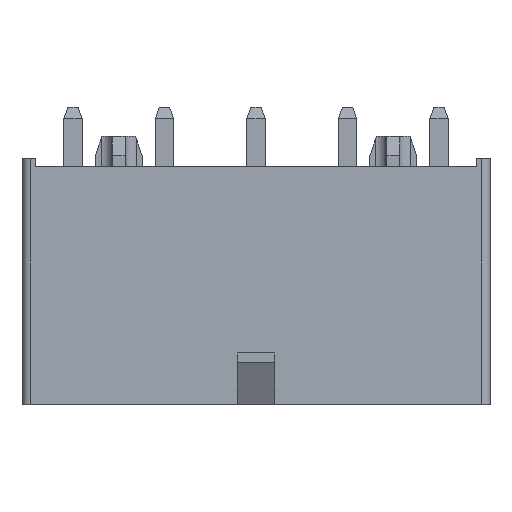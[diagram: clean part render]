
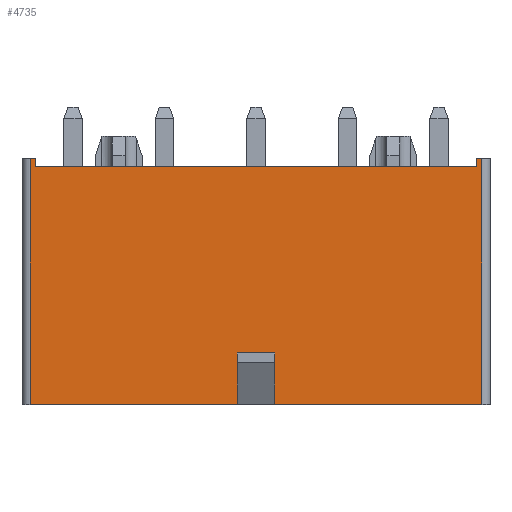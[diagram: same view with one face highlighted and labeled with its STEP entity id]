
A CAD part, top view. The second image highlights one B-rep face of the part: STEP entity #4735.
In plain terms, the highlighted planar face has unit normal (0, 0, 1).
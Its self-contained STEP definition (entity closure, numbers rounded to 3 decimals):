
#254=PLANE('',#5084);
#413=LINE('',#6740,#1000);
#738=LINE('',#7429,#1325);
#741=LINE('',#7437,#1328);
#743=LINE('',#7443,#1330);
#746=LINE('',#7449,#1333);
#747=LINE('',#7451,#1334);
#749=LINE('',#7460,#1336);
#752=LINE('',#7465,#1339);
#753=LINE('',#7466,#1340);
#763=LINE('',#7489,#1350);
#802=LINE('',#7566,#1389);
#803=LINE('',#7568,#1390);
#1000=VECTOR('',#5445,1000.);
#1325=VECTOR('',#6032,1000.);
#1328=VECTOR('',#6039,1000.);
#1330=VECTOR('',#6045,1000.);
#1333=VECTOR('',#6050,1000.);
#1334=VECTOR('',#6053,1000.);
#1336=VECTOR('',#6061,1000.);
#1339=VECTOR('',#6066,1000.);
#1340=VECTOR('',#6067,1000.);
#1350=VECTOR('',#6087,1000.);
#1389=VECTOR('',#6200,1000.);
#1390=VECTOR('',#6203,1000.);
#2540=ORIENTED_EDGE('',*,*,#2940,.F.);
#2541=ORIENTED_EDGE('',*,*,#3351,.T.);
#2542=ORIENTED_EDGE('',*,*,#3311,.T.);
#2543=ORIENTED_EDGE('',*,*,#3295,.T.);
#2544=ORIENTED_EDGE('',*,*,#3299,.F.);
#2545=ORIENTED_EDGE('',*,*,#3291,.F.);
#2546=ORIENTED_EDGE('',*,*,#3290,.F.);
#2547=ORIENTED_EDGE('',*,*,#3287,.T.);
#2548=ORIENTED_EDGE('',*,*,#3298,.F.);
#2549=ORIENTED_EDGE('',*,*,#3284,.T.);
#2550=ORIENTED_EDGE('',*,*,#3280,.T.);
#2551=ORIENTED_EDGE('',*,*,#3350,.F.);
#2940=EDGE_CURVE('',#3554,#3555,#413,.T.);
#3280=EDGE_CURVE('',#3788,#3786,#738,.T.);
#3284=EDGE_CURVE('',#3791,#3788,#741,.F.);
#3287=EDGE_CURVE('',#3793,#3729,#743,.T.);
#3290=EDGE_CURVE('',#3793,#3794,#746,.T.);
#3291=EDGE_CURVE('',#3794,#3728,#747,.T.);
#3295=EDGE_CURVE('',#3796,#3798,#749,.T.);
#3298=EDGE_CURVE('',#3791,#3729,#752,.T.);
#3299=EDGE_CURVE('',#3728,#3798,#753,.T.);
#3311=EDGE_CURVE('',#3808,#3796,#763,.T.);
#3350=EDGE_CURVE('',#3555,#3786,#802,.T.);
#3351=EDGE_CURVE('',#3554,#3808,#803,.T.);
#3554=VERTEX_POINT('',#6739);
#3555=VERTEX_POINT('',#6741);
#3728=VERTEX_POINT('',#7226);
#3729=VERTEX_POINT('',#7228);
#3786=VERTEX_POINT('',#7427);
#3788=VERTEX_POINT('',#7430);
#3791=VERTEX_POINT('',#7438);
#3793=VERTEX_POINT('',#7444);
#3794=VERTEX_POINT('',#7448);
#3796=VERTEX_POINT('',#7455);
#3798=VERTEX_POINT('',#7459);
#3808=VERTEX_POINT('',#7490);
#4152=EDGE_LOOP('',(#2540,#2541,#2542,#2543,#2544,#2545,#2546,#2547,#2548,
#2549,#2550,#2551));
#4441=FACE_BOUND('',#4152,.T.);
#4735=ADVANCED_FACE('',(#4441),#254,.F.);
#5084=AXIS2_PLACEMENT_3D('',#7567,#6201,#6202);
#5445=DIRECTION('',(1.,0.,0.));
#6032=DIRECTION('',(-1.,0.,0.));
#6039=DIRECTION('',(0.,-1.,0.));
#6045=DIRECTION('',(0.,-1.,0.));
#6050=DIRECTION('',(-1.,0.,0.));
#6053=DIRECTION('',(0.,-1.,0.));
#6061=DIRECTION('',(0.,-1.,0.));
#6066=DIRECTION('',(-1.,0.,0.));
#6067=DIRECTION('',(-1.,0.,0.));
#6087=DIRECTION('',(-1.,0.,0.));
#6200=DIRECTION('',(0.,1.,0.));
#6201=DIRECTION('',(0.,0.,-1.));
#6202=DIRECTION('',(-1.,0.,0.));
#6203=DIRECTION('',(0.,1.,0.));
#6739=CARTESIAN_POINT('',(-13.725,7.15,3.4));
#6740=CARTESIAN_POINT('',(-13.725,7.15,3.4));
#6741=CARTESIAN_POINT('',(13.725,7.15,3.4));
#7226=CARTESIAN_POINT('',(-1.175,-7.65,3.4));
#7228=CARTESIAN_POINT('',(1.175,-7.65,3.4));
#7427=CARTESIAN_POINT('',(13.725,7.65,3.4));
#7429=CARTESIAN_POINT('',(14.575,7.65,3.4));
#7430=CARTESIAN_POINT('',(14.075,7.65,3.4));
#7437=CARTESIAN_POINT('',(14.075,7.65,3.4));
#7438=CARTESIAN_POINT('',(14.075,-7.65,3.4));
#7443=CARTESIAN_POINT('',(1.175,-4.65,3.4));
#7444=CARTESIAN_POINT('',(1.175,-4.65,3.4));
#7448=CARTESIAN_POINT('',(-1.175,-4.65,3.4));
#7449=CARTESIAN_POINT('',(1.175,-4.65,3.4));
#7451=CARTESIAN_POINT('',(-1.175,-4.65,3.4));
#7455=CARTESIAN_POINT('',(-14.075,7.65,3.4));
#7459=CARTESIAN_POINT('',(-14.075,-7.65,3.4));
#7460=CARTESIAN_POINT('',(-14.075,7.65,3.4));
#7465=CARTESIAN_POINT('',(14.575,-7.65,3.4));
#7466=CARTESIAN_POINT('',(14.575,-7.65,3.4));
#7489=CARTESIAN_POINT('',(14.575,7.65,3.4));
#7490=CARTESIAN_POINT('',(-13.725,7.65,3.4));
#7566=CARTESIAN_POINT('',(13.725,7.15,3.4));
#7567=CARTESIAN_POINT('',(14.575,7.65,3.4));
#7568=CARTESIAN_POINT('',(-13.725,7.15,3.4));
